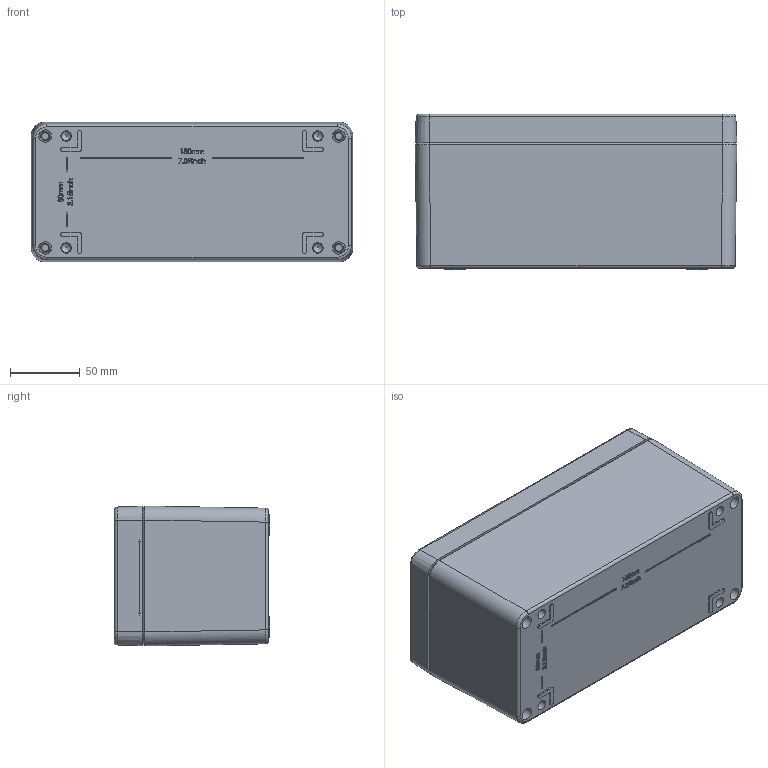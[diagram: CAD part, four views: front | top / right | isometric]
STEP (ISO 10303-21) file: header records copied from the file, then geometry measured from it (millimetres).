
FILE_DESCRIPTION(/* description */ (''),/* implementation_level */ '2;1');
FILE_NAME(/* name */ '09231011000-RST.stp',/* time_stamp */ '2021-09-06T14:34:37+02:00',/* author */ ('sl'),/* organization */ (''),/* preprocessor_version */ 'ST-DEVELOPER v16.5',/* originating_system */ 'Autodesk Inventor 2017',/* authorisation */ '');
FILE_SCHEMA (('AUTOMOTIVE_DESIGN { 1 0 10303 214 3 1 1 }'));
Products named in the file (6): Alu-Gehäuse-27-BG-0001-09_231011_000; Schraube-M6x25-10; Deckel-Alu-Gehäuse-27-BG-0002-09_231011_000; Deckel-Alu-Gehäuse-27-BT-0001-09_231011_000; Dichtlippe-Alu-Gehäuse-27-BT-0003-09_231011_000; UT-Alu-Gehäuse-27-BT-0004-09_231011_000
Assembly tree (8 placements, depth 3):
  Alu-Gehäuse-27-BG-0001-09_231011_000
    Schraube-M6x25-10  x4
    Deckel-Alu-Gehäuse-27-BG-0002-09_231011_000
      Deckel-Alu-Gehäuse-27-BT-0001-09_231011_000
      Dichtlippe-Alu-Gehäuse-27-BT-0003-09_231011_000
    UT-Alu-Gehäuse-27-BT-0004-09_231011_000
Bounding box: 230 x 111 x 100.03 mm (x, y, z)
Volume: 654222.2 mm3; surface area: 254951.7 mm2
Topology: 7 solids, 7 shells, 1190 faces, 3194 edges, 2372 vertices
Faces by surface type: plane 546, cylinder 224, bspline 220, cone 117, torus 72, sphere 11
Full cylindrical faces by diameter (mm): 5 x11, 5.3 x4, 5.95 x5, 6 x4, 6.15 x5, 6.5 x5, 8 x4, 11 x1
Entity records: 47670 total; most frequent: CARTESIAN_POINT 21719, ORIENTED_EDGE 5162, DIRECTION 4862, EDGE_CURVE 2581, VERTEX_POINT 1691, LINE 1636, VECTOR 1636, AXIS2_PLACEMENT_3D 1613
